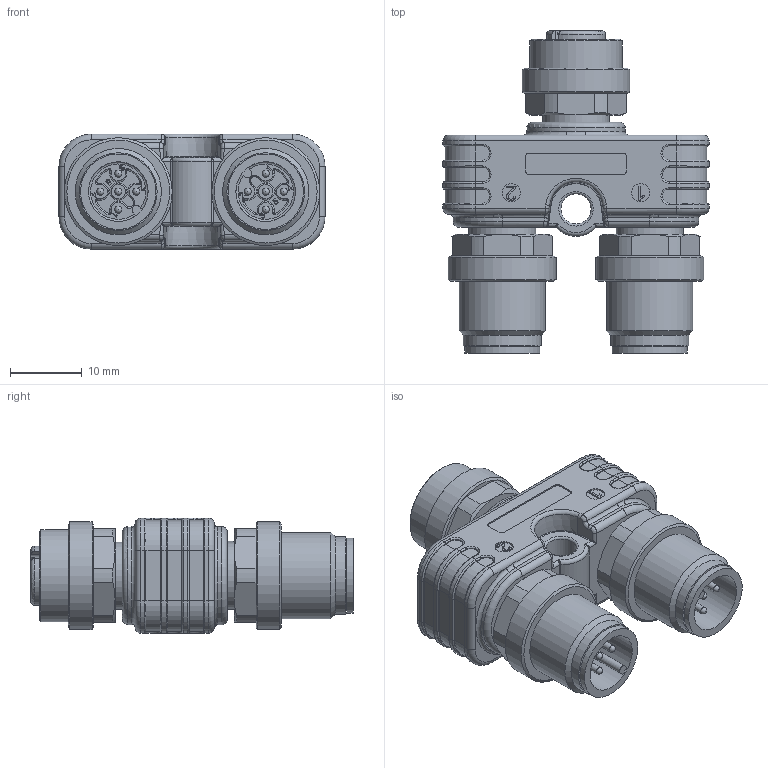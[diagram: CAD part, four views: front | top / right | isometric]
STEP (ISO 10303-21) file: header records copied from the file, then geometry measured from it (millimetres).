
FILE_DESCRIPTION(/* description */ (''),/* implementation_level */ '2;1');
FILE_NAME(/* name */ 'Y-WAKS5-2WASS5.stp',/* time_stamp */ '2017-12-05T14:28:51+01:00',/* author */ (''),/* organization */ (''),/* preprocessor_version */ 'ST-DEVELOPER v16',/* originating_system */ 'SIEMENS PLM Software NX 10.0',/* authorisation */ '');
FILE_SCHEMA (('AUTOMOTIVE_DESIGN { 1 0 10303 214 3 1 1 1 }'));
Length unit declared in the file: millimetre
Products named in the file (1): Y-WAKS5-2WASS5
Bounding box: 37 x 44.8 x 16.1 mm (x, y, z)
Volume: 11697.7 mm3; surface area: 6312.7 mm2
Topology: 1 solids, 1 shells, 845 faces, 2129 edges, 1336 vertices
Faces by surface type: plane 298, cylinder 255, extrusion 124, torus 81, bspline 42, cone 35, sphere 10
Full cylindrical faces by diameter (mm): 1 x10, 1.15 x5, 2 x2, 2.5 x4, 4.2 x1, 8.3 x2, 9.3 x3, 10.5 x2, 10.8 x2, 10.95 x1, 12 x2, 12.3 x1, 12.8 x1, 13.65 x1, 15 x3
Entity records: 26259 total; most frequent: CARTESIAN_POINT 6812, ORIENTED_EDGE 4032, DIRECTION 3841, EDGE_CURVE 2016, AXIS2_PLACEMENT_3D 1351, VERTEX_POINT 1302, VECTOR 1139, LINE 1015
